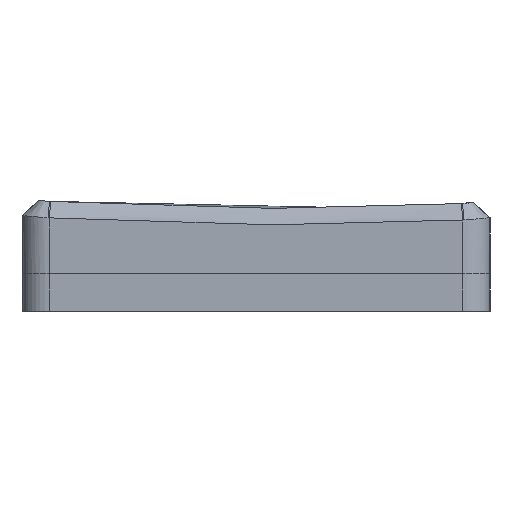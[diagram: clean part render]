
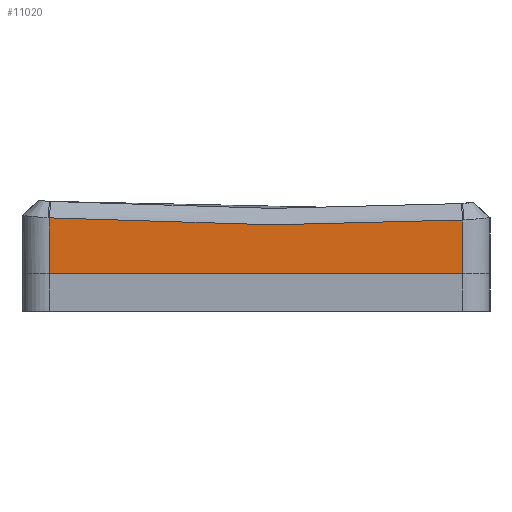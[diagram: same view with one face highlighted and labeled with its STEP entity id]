
A CAD part, left-side view. The second image highlights one B-rep face of the part: STEP entity #11020.
In plain terms, the highlighted planar face has unit normal (-1, 0, 0).
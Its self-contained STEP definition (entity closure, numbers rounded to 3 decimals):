
#65=B_SPLINE_CURVE_WITH_KNOTS('',3,(#18015,#18016,#18017,#18018,#18019,
#18020,#18021,#18022,#18023,#18024,#18025,#18026,#18027,#18028),
 .UNSPECIFIED.,.F.,.F.,(4,1,1,1,1,1,1,1,1,1,1,4),(1.285,2.075,
2.471,2.866,3.261,3.656,4.447,
5.237,5.435,5.632,6.028,6.818),
 .UNSPECIFIED.);
#700=PLANE('',#11661);
#1273=FACE_OUTER_BOUND('',#1919,.T.);
#1919=EDGE_LOOP('',(#10332,#10333,#10334,#10335));
#3213=LINE('',#18897,#4581);
#3216=LINE('',#18908,#4584);
#3224=LINE('',#18930,#4592);
#4581=VECTOR('',#14067,10.);
#4584=VECTOR('',#14080,10.);
#4592=VECTOR('',#14100,10.);
#5674=VERTEX_POINT('',#18012);
#5675=VERTEX_POINT('',#18014);
#5715=VERTEX_POINT('',#18896);
#5718=VERTEX_POINT('',#18906);
#7151=EDGE_CURVE('',#5674,#5675,#65,.T.);
#7200=EDGE_CURVE('',#5675,#5715,#3213,.T.);
#7206=EDGE_CURVE('',#5718,#5674,#3216,.T.);
#7217=EDGE_CURVE('',#5715,#5718,#3224,.F.);
#10332=ORIENTED_EDGE('',*,*,#7151,.F.);
#10333=ORIENTED_EDGE('',*,*,#7206,.F.);
#10334=ORIENTED_EDGE('',*,*,#7217,.F.);
#10335=ORIENTED_EDGE('',*,*,#7200,.F.);
#11020=ADVANCED_FACE('',(#1273),#700,.T.);
#11661=AXIS2_PLACEMENT_3D('',#19101,#14277,#14278);
#14067=DIRECTION('',(0.,0.,-1.));
#14080=DIRECTION('',(0.,0.,1.));
#14100=DIRECTION('',(0.,-1.,0.));
#14277=DIRECTION('center_axis',(-1.,0.,0.));
#14278=DIRECTION('ref_axis',(0.,1.,0.));
#18012=CARTESIAN_POINT('',(-137.612,75.856,10.576));
#18014=CARTESIAN_POINT('',(-137.612,0.497,10.19));
#18015=CARTESIAN_POINT('Ctrl Pts',(-137.612,75.856,10.576));
#18016=CARTESIAN_POINT('Ctrl Pts',(-137.612,72.973,10.364));
#18017=CARTESIAN_POINT('Ctrl Pts',(-137.612,68.466,10.101));
#18018=CARTESIAN_POINT('Ctrl Pts',(-137.612,62.079,9.835));
#18019=CARTESIAN_POINT('Ctrl Pts',(-137.612,56.881,9.665));
#18020=CARTESIAN_POINT('Ctrl Pts',(-137.612,51.27,9.524));
#18021=CARTESIAN_POINT('Ctrl Pts',(-137.612,43.477,9.376));
#18022=CARTESIAN_POINT('Ctrl Pts',(-137.612,33.416,9.274));
#18023=CARTESIAN_POINT('Ctrl Pts',(-137.612,24.785,9.312));
#18024=CARTESIAN_POINT('Ctrl Pts',(-137.612,19.505,9.396));
#18025=CARTESIAN_POINT('Ctrl Pts',(-137.612,15.922,9.472));
#18026=CARTESIAN_POINT('Ctrl Pts',(-137.612,9.609,9.66));
#18027=CARTESIAN_POINT('Ctrl Pts',(-137.612,4.129,9.937));
#18028=CARTESIAN_POINT('Ctrl Pts',(-137.612,0.497,10.19));
#18896=CARTESIAN_POINT('',(-137.612,0.497,0.4));
#18897=CARTESIAN_POINT('',(-137.612,0.497,8.4));
#18906=CARTESIAN_POINT('',(-137.612,75.856,0.4));
#18908=CARTESIAN_POINT('',(-137.612,75.856,8.4));
#18930=CARTESIAN_POINT('',(-137.612,13.5,0.4));
#19101=CARTESIAN_POINT('Origin',(-137.612,-12.,8.4));
